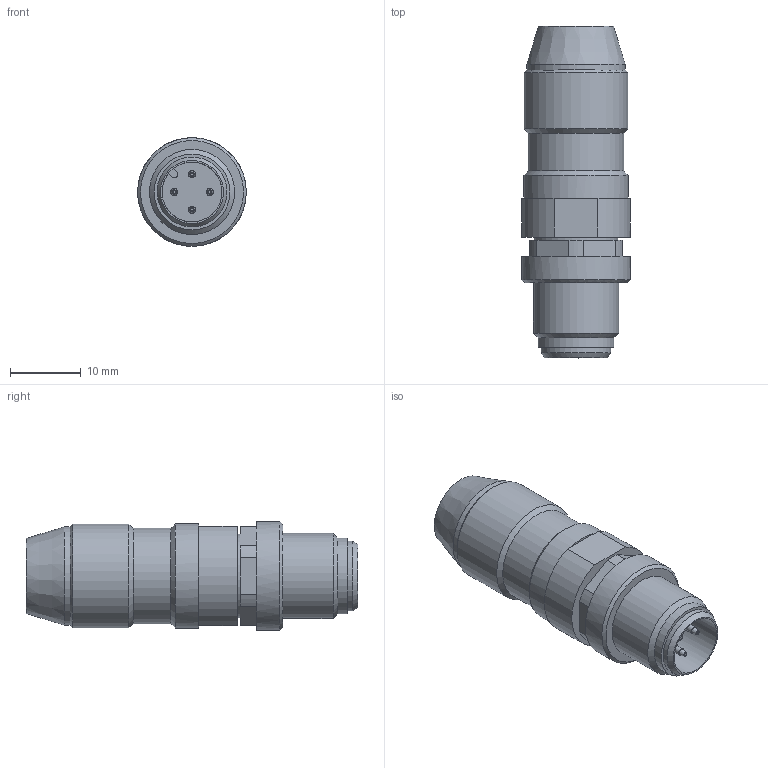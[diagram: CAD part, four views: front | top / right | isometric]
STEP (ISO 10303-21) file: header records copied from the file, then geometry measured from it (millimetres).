
FILE_DESCRIPTION((''),'2;1');
FILE_NAME('7000-12491.stp','2011-09-05T09:51:48',('Reichert'),(''),'Autodesk Inventor 2011','Autodesk Inventor 2011','');
FILE_SCHEMA(('AUTOMOTIVE_DESIGN { 1 0 10303 214 1 1 1 1 }'));
Length unit declared in the file: millimetre
Products named in the file (1): 7000-12491
Bounding box: 15.3 x 46.75 x 15.3 mm (x, y, z)
Volume: 6113.8 mm3; surface area: 2912.3 mm2
Topology: 1 solids, 1 shells, 74 faces, 171 edges, 111 vertices
Faces by surface type: plane 29, cylinder 25, cone 11, torus 5, bspline 4
Full cylindrical faces by diameter (mm): 1 x4, 5.2 x1, 6.1 x1, 8.45 x1, 9.85 x1, 10.7 x1, 11.8 x1, 12 x1, 13.5 x1, 13.9 x1, 14.7 x2, 15.3 x1
Entity records: 1868 total; most frequent: CARTESIAN_POINT 385, DIRECTION 328, ORIENTED_EDGE 230, AXIS2_PLACEMENT_3D 142, EDGE_LOOP 122, EDGE_CURVE 115, VERTEX_POINT 91, FACE_OUTER_BOUND 74
